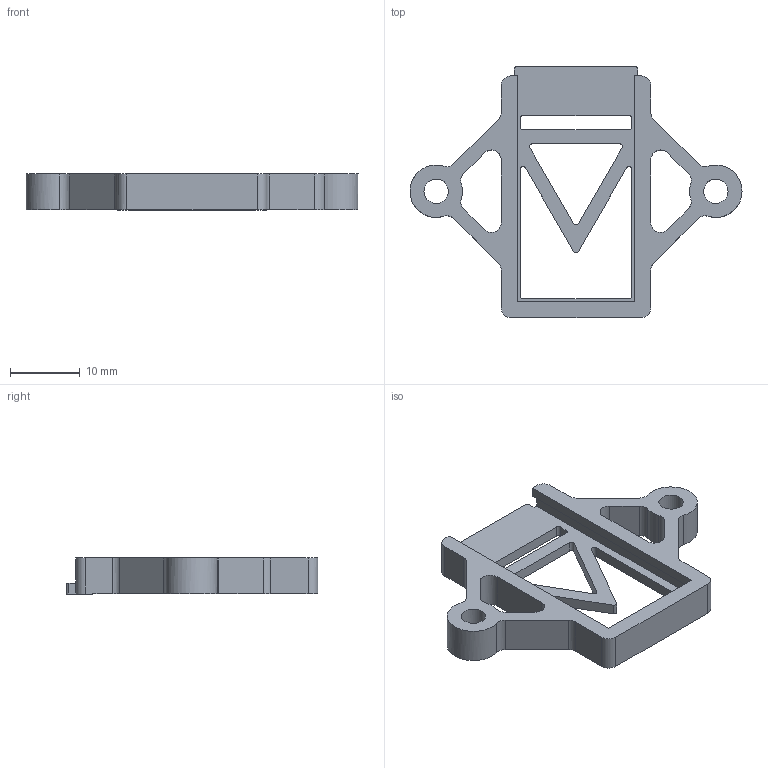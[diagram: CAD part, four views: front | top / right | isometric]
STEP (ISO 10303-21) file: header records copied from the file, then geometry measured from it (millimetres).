
FILE_DESCRIPTION(/* description */ (''),/* implementation_level */ '2;1');
FILE_NAME(/* name */ 'VOID9 Redux - Pro Micro - Flat.step',/* time_stamp */ '2023-06-13T12:04:18+03:00',/* author */ (''),/* organization */ (''),/* preprocessor_version */ 'ST-DEVELOPER v19.2',/* originating_system */ 'Autodesk Translation Framework v12.6.0.85',/* authorisation */ '');
FILE_SCHEMA (('AUTOMOTIVE_DESIGN { 1 0 10303 214 3 1 1 }'));
Length unit declared in the file: millimetre
Products named in the file (2): VOID9 Redux; VOID9 Redux Flat Controller Mount
Assembly tree (1 placements, depth 2):
  VOID9 Redux
    VOID9 Redux Flat Controller Mount
Bounding box: 47.5 x 36 x 5.16 mm (x, y, z)
Volume: 2023.5 mm3; surface area: 2936.3 mm2
Topology: 1 solids, 1 shells, 86 faces, 248 edges, 164 vertices
Faces by surface type: plane 44, cylinder 42
Full cylindrical faces by diameter (mm): 3.5 x2
Entity records: 2914 total; most frequent: DIRECTION 510, CARTESIAN_POINT 501, ORIENTED_EDGE 496, EDGE_CURVE 248, AXIS2_PLACEMENT_3D 173, LINE 164, VECTOR 164, VERTEX_POINT 164
